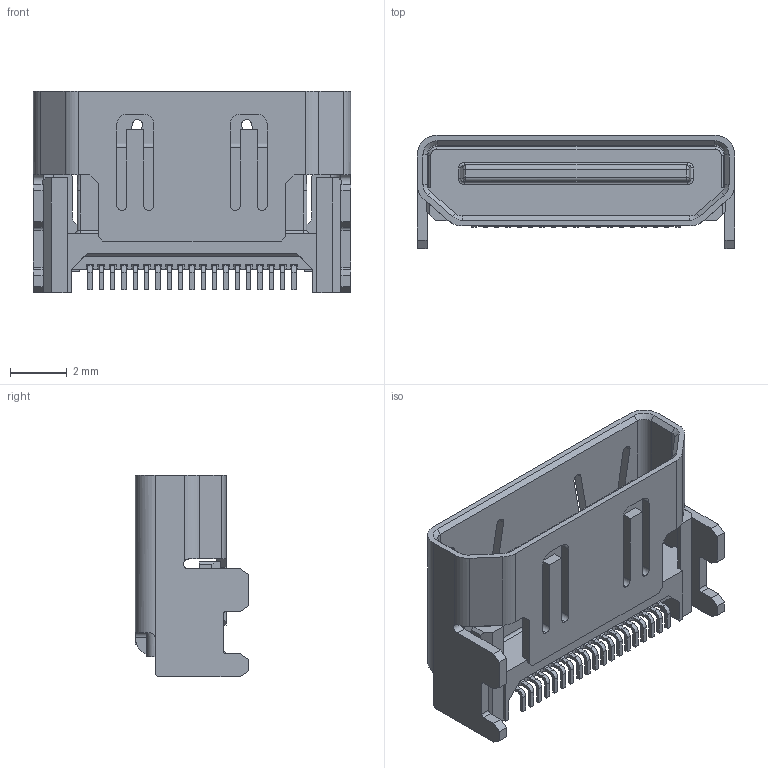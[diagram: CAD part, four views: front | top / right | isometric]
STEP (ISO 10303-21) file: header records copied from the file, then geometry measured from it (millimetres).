
FILE_DESCRIPTION(('STEP AP242'),'1');
FILE_NAME('dc2r019ja7r1700.stp','2021-07-14T03:20:07',('TraceParts'),('TraceParts S.A.'),'Spatial InterOp 3D',' ',' ');
FILE_SCHEMA(('AP242_MANAGED_MODEL_BASED_3D_ENGINEERING_MIM_LF {1 0 10303 442 1 1 4}'));
Length unit declared in the file: millimetre
Products named in the file (1): dc2r019ja7r1700
Bounding box: 11.2 x 4 x 7.1 mm (x, y, z)
Volume: 96 mm3; surface area: 452.1 mm2
Topology: 1 solids, 1 shells, 490 faces, 1392 edges, 902 vertices
Faces by surface type: plane 350, cylinder 120, bspline 8, cone 8, torus 4
Entity records: 15835 total; most frequent: CARTESIAN_POINT 2985, ORIENTED_EDGE 2784, DIRECTION 2566, EDGE_CURVE 1392, LINE 1120, VECTOR 1120, VERTEX_POINT 902, AXIS2_PLACEMENT_3D 723
